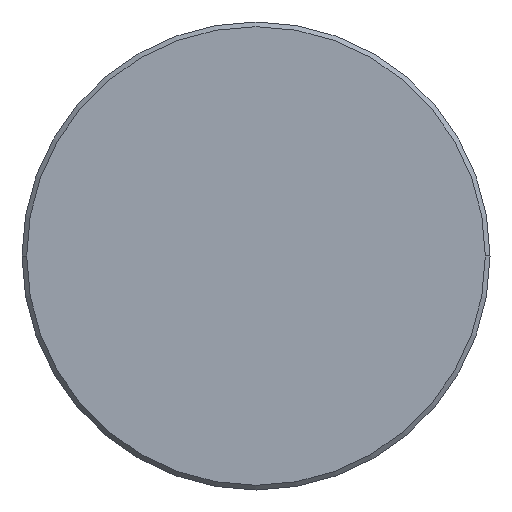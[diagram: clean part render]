
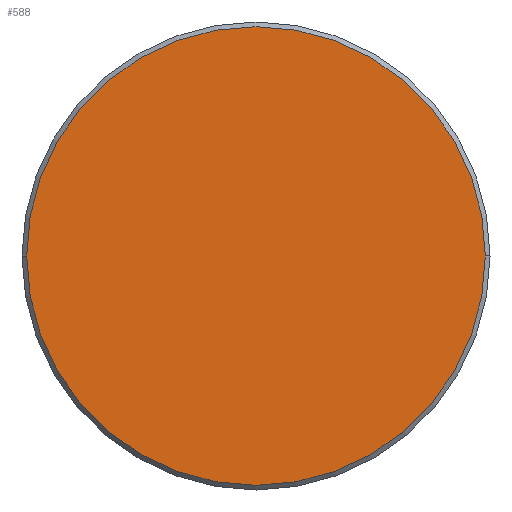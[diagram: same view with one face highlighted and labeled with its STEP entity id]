
A CAD part, left-side view. The second image highlights one B-rep face of the part: STEP entity #588.
In plain terms, the highlighted planar face has unit normal (-1, 0, 0).
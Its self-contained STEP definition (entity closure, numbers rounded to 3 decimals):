
#92 = DIRECTION ( 'NONE',  ( -1., 0., 0. ) ) ;
#135 = EDGE_CURVE ( 'NONE', #821, #183, #672, .T. ) ;
#136 = CARTESIAN_POINT ( 'NONE',  ( -52.2, 0., 0. ) ) ;
#153 = AXIS2_PLACEMENT_3D ( 'NONE', #136, #939, #576 ) ;
#181 = PLANE ( 'NONE',  #380 ) ;
#183 = VERTEX_POINT ( 'NONE', #714 ) ;
#185 = CARTESIAN_POINT ( 'NONE',  ( -52.2, -14.876, -14.876 ) ) ;
#208 = EDGE_LOOP ( 'NONE', ( #411, #823 ) ) ;
#287 = FACE_OUTER_BOUND ( 'NONE', #208, .T. ) ;
#349 = EDGE_CURVE ( 'NONE', #183, #821, #703, .T. ) ;
#378 = CARTESIAN_POINT ( 'NONE',  ( -52.2, 14.7, 0. ) ) ;
#380 = AXIS2_PLACEMENT_3D ( 'NONE', #185, #92, #718 ) ;
#408 = DIRECTION ( 'NONE',  ( 0., 1., 0. ) ) ;
#411 = ORIENTED_EDGE ( 'NONE', *, *, #135, .T. ) ;
#576 = DIRECTION ( 'NONE',  ( 0., 1., 0. ) ) ;
#588 = ADVANCED_FACE ( 'NONE', ( #287 ), #181, .T. ) ;
#672 = CIRCLE ( 'NONE', #909, 14.7 ) ;
#703 = CIRCLE ( 'NONE', #153, 14.7 ) ;
#714 = CARTESIAN_POINT ( 'NONE',  ( -52.2, -14.7, 0. ) ) ;
#718 = DIRECTION ( 'NONE',  ( 0., 0., 1. ) ) ;
#752 = CARTESIAN_POINT ( 'NONE',  ( -52.2, 0., 0. ) ) ;
#821 = VERTEX_POINT ( 'NONE', #378 ) ;
#823 = ORIENTED_EDGE ( 'NONE', *, *, #349, .T. ) ;
#909 = AXIS2_PLACEMENT_3D ( 'NONE', #752, #941, #408 ) ;
#939 = DIRECTION ( 'NONE',  ( -1., 0., 0. ) ) ;
#941 = DIRECTION ( 'NONE',  ( -1., 0., 0. ) ) ;
